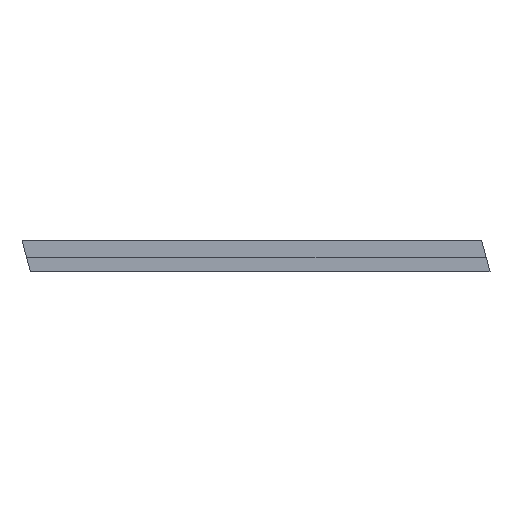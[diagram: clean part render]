
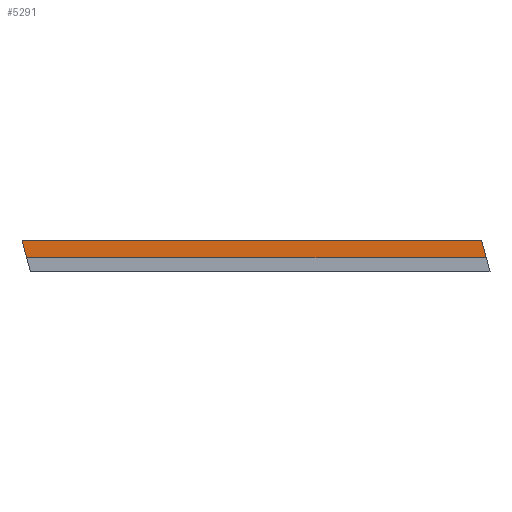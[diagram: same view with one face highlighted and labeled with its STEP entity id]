
A CAD part, front view. The second image highlights one B-rep face of the part: STEP entity #5291.
In plain terms, the highlighted planar face has unit normal (0, -1, 0).
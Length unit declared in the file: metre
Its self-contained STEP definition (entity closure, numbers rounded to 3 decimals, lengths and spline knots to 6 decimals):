
#799=ORIENTED_EDGE('',*,*,#1998,.F.);
#800=ORIENTED_EDGE('',*,*,#1995,.T.);
#801=ORIENTED_EDGE('',*,*,#1999,.T.);
#802=ORIENTED_EDGE('',*,*,#2000,.F.);
#1995=EDGE_CURVE('',#2643,#2644,#3219,.T.);
#1998=EDGE_CURVE('',#2643,#2645,#3222,.T.);
#1999=EDGE_CURVE('',#2644,#2646,#3223,.T.);
#2000=EDGE_CURVE('',#2645,#2646,#3224,.T.);
#2643=VERTEX_POINT('',#7909);
#2644=VERTEX_POINT('',#7910);
#2645=VERTEX_POINT('',#7915);
#2646=VERTEX_POINT('',#7917);
#3219=LINE('',#7908,#3907);
#3222=LINE('',#7914,#3910);
#3223=LINE('',#7916,#3911);
#3224=LINE('',#7918,#3912);
#3907=VECTOR('',#6363,1.);
#3910=VECTOR('',#6368,1.);
#3911=VECTOR('',#6369,1.);
#3912=VECTOR('',#6370,1.);
#4427=EDGE_LOOP('',(#799,#800,#801,#802));
#4735=FACE_BOUND('',#4427,.T.);
#5023=PLANE('',#5685);
#5291=ADVANCED_FACE('',(#4735),#5023,.T.);
#5685=AXIS2_PLACEMENT_3D('',#7913,#6366,#6367);
#6363=DIRECTION('',(1.,0.,0.));
#6366=DIRECTION('',(0.,-1.,0.));
#6367=DIRECTION('',(1.,0.,0.));
#6368=DIRECTION('',(-0.259,0.,0.966));
#6369=DIRECTION('',(-0.259,0.,0.966));
#6370=DIRECTION('',(1.,0.,0.));
#7908=CARTESIAN_POINT('',(-0.053288,0.002,0.0018));
#7909=CARTESIAN_POINT('',(0.000589,0.002,0.0018));
#7910=CARTESIAN_POINT('',(0.059518,0.002,0.0018));
#7913=CARTESIAN_POINT('',(-0.053288,0.002,0.0029));
#7914=CARTESIAN_POINT('',(-0.003295,0.002,0.016296));
#7915=CARTESIAN_POINT('',(0.,0.002,0.004));
#7916=CARTESIAN_POINT('',(0.051686,0.002,0.031028));
#7917=CARTESIAN_POINT('',(0.058928,0.002,0.004));
#7918=CARTESIAN_POINT('',(-0.053288,0.002,0.004));
